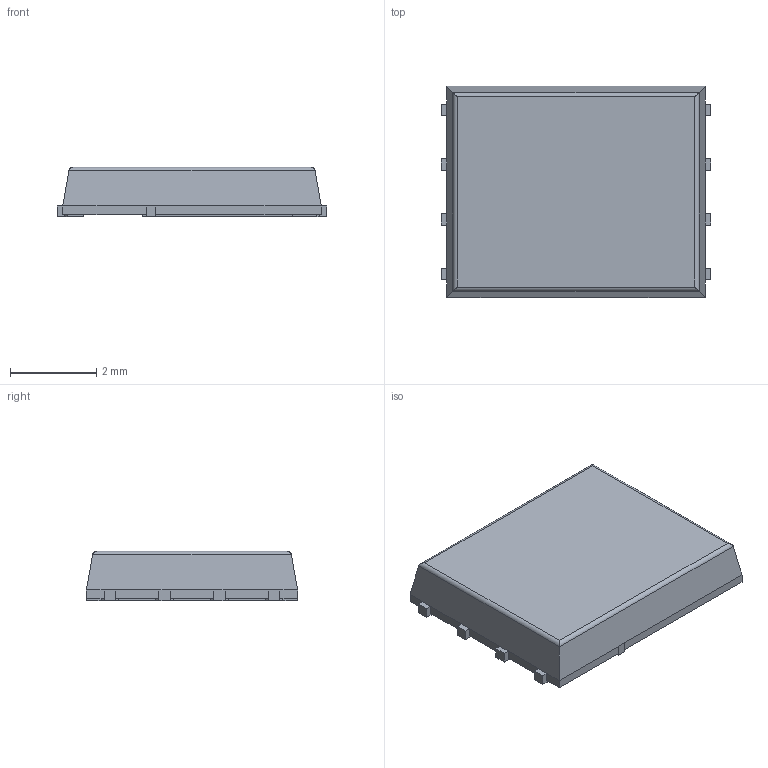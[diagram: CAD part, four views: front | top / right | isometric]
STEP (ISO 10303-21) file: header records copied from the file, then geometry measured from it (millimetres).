
FILE_DESCRIPTION(/* description */ (''),/* implementation_level */ '2;1');
FILE_NAME(/* name */ 'CSD19534Q5A.step',/* time_stamp */ '2022-03-02T23:56:28+01:00',/* author */ (''),/* organization */ (''),/* preprocessor_version */ 'ST-DEVELOPER v18.1',/* originating_system */ 'Autodesk Translation Framework v10.13.0.1454',/* authorisation */ '');
FILE_SCHEMA (('AUTOMOTIVE_DESIGN { 1 0 10303 214 3 1 1 }'));
Length unit declared in the file: millimetre
Products named in the file (3): (Unsaved); FRAME; MOLD
Assembly tree (2 placements, depth 2):
  (Unsaved)
    FRAME
    MOLD
Bounding box: 6.26 x 4.9 x 1.15 mm (x, y, z)
Volume: 31.7 mm3; surface area: 123.3 mm2
Topology: 6 solids, 6 shells, 186 faces, 494 edges, 320 vertices
Faces by surface type: plane 182, cylinder 4
Entity records: 5714 total; most frequent: CARTESIAN_POINT 1005, ORIENTED_EDGE 988, DIRECTION 880, EDGE_CURVE 494, LINE 490, VECTOR 490, VERTEX_POINT 320, AXIS2_PLACEMENT_3D 195
